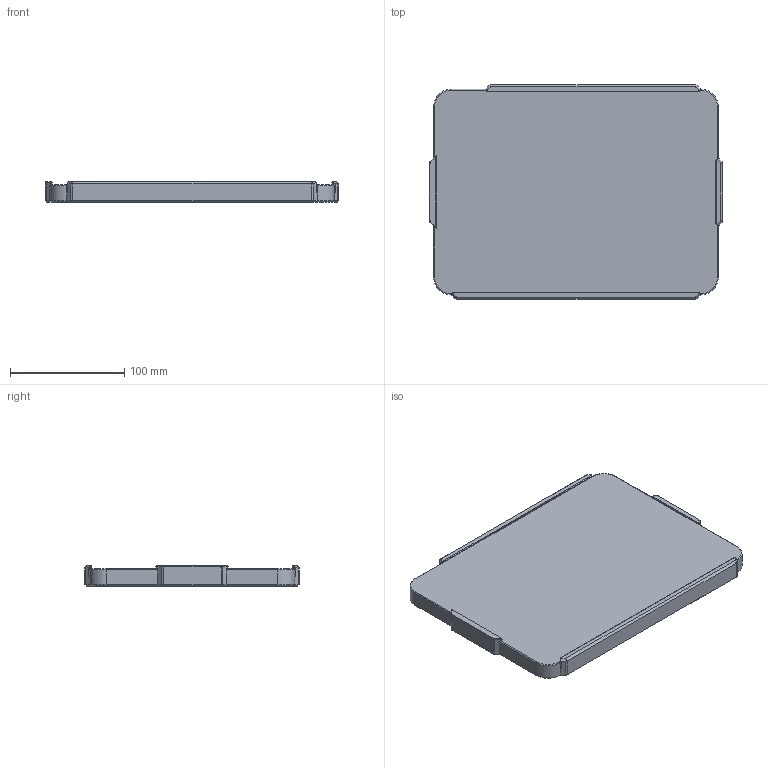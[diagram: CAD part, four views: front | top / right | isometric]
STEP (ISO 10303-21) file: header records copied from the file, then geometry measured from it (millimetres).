
FILE_DESCRIPTION(/* description */ (''),/* implementation_level */ '2;1');
FILE_NAME(/* name */ 'vb_openvesa_ipad10g.step',/* time_stamp */ '2024-10-24T16:47:03-04:00',/* author */ ('NickC'),/* organization */ (''),/* preprocessor_version */ 'ST-DEVELOPER v20',/* originating_system */ 'Autodesk Inventor 2024',/* authorisation */ '');
FILE_SCHEMA (('AUTOMOTIVE_DESIGN { 1 0 10303 214 3 1 1 }'));
Length unit declared in the file: inch
Products named in the file (1): Part6
Bounding box: 256.25 x 187.13 x 17.67 mm (x, y, z)
Volume: 689892 mm3; surface area: 110299.1 mm2
Topology: 1 solids, 1 shells, 300 faces, 755 edges, 471 vertices
Faces by surface type: plane 155, cylinder 63, cone 62, bspline 16, torus 4
Full cylindrical faces by diameter (mm): 1.986 x2, 2.845 x6, 3.454 x2, 4 x4, 6.35 x4
Entity records: 13991 total; most frequent: CARTESIAN_POINT 6913, ORIENTED_EDGE 1506, DIRECTION 1368, EDGE_CURVE 753, AXIS2_PLACEMENT_3D 476, VERTEX_POINT 471, LINE 416, VECTOR 416
